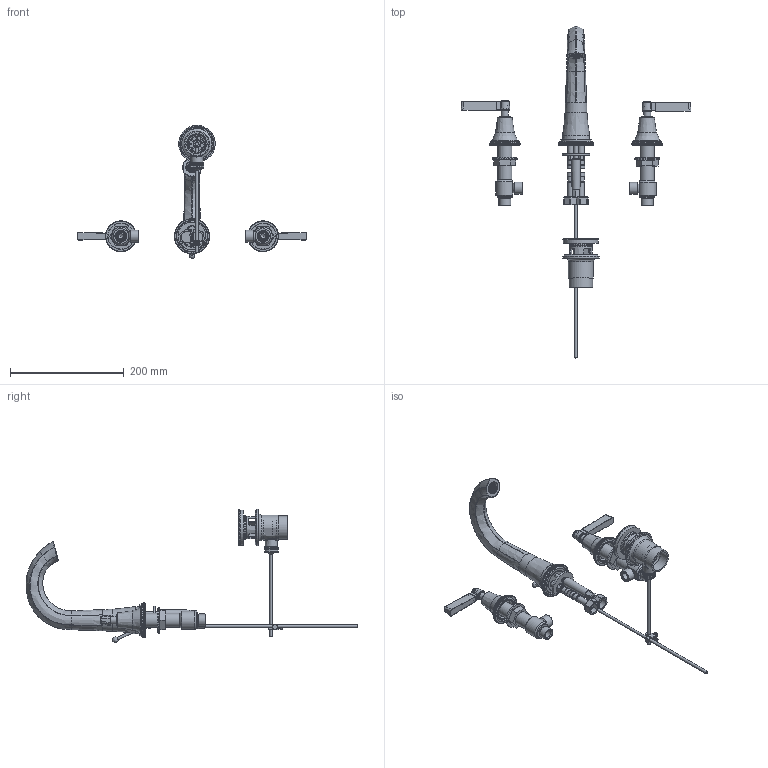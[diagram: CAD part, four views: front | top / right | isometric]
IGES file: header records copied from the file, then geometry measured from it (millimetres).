
Global section: file name: V6K16M; native system: Autodesk Inventor 2018; preprocessor: unknown; author: aprice; date: 20171023.114411; units: millimetre
Bounding box: 403.8 x 583.54 x 234.18 mm (x, y, z)
Volume: 519798.6 mm3; surface area: 275134.4 mm2
Topology: 59 solids, 60 shells, 4751 faces, 12189 edges, 7715 vertices
Faces by surface type: bspline 4751
